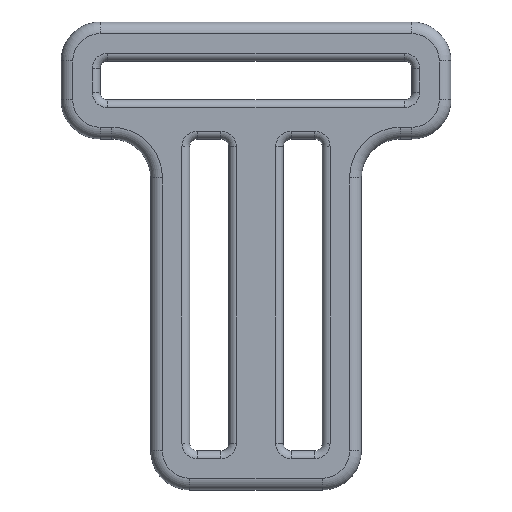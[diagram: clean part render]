
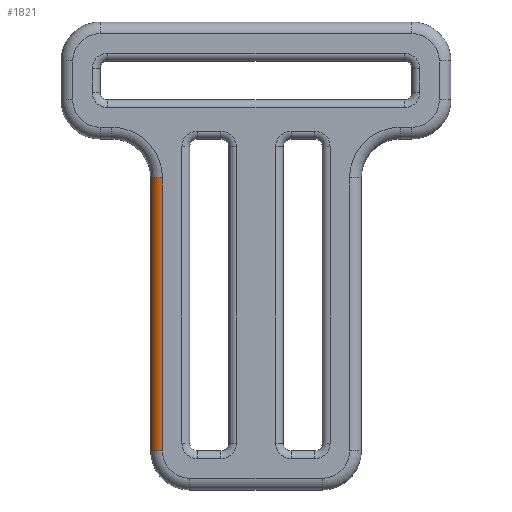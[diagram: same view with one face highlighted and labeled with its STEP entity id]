
A CAD part, top view. The second image highlights one B-rep face of the part: STEP entity #1821.
In plain terms, the highlighted cylindrical face has radius 1.5 mm (diameter 3 mm), a partial arc.
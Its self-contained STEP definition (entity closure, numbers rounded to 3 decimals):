
#70=LINE('',#3023,#190);
#86=LINE('',#3098,#206);
#190=VECTOR('',#2356,10.);
#206=VECTOR('',#2426,10.);
#296=CYLINDRICAL_SURFACE('',#2012,1.5);
#371=FACE_OUTER_BOUND('',#496,.T.);
#496=EDGE_LOOP('',(#1341,#1342,#1343,#1344));
#646=CIRCLE('',#2010,1.5);
#648=CIRCLE('',#2013,1.5);
#791=VERTEX_POINT('',#3017);
#792=VERTEX_POINT('',#3021);
#823=VERTEX_POINT('',#3092);
#824=VERTEX_POINT('',#3096);
#975=EDGE_CURVE('',#791,#792,#70,.T.);
#1009=EDGE_CURVE('',#823,#792,#646,.T.);
#1011=EDGE_CURVE('',#824,#791,#648,.T.);
#1012=EDGE_CURVE('',#823,#824,#86,.T.);
#1341=ORIENTED_EDGE('',*,*,#1011,.T.);
#1342=ORIENTED_EDGE('',*,*,#975,.T.);
#1343=ORIENTED_EDGE('',*,*,#1009,.F.);
#1344=ORIENTED_EDGE('',*,*,#1012,.T.);
#1821=ADVANCED_FACE('',(#371),#296,.T.);
#2010=AXIS2_PLACEMENT_3D('',#3093,#2418,#2419);
#2012=AXIS2_PLACEMENT_3D('',#3095,#2422,#2423);
#2013=AXIS2_PLACEMENT_3D('',#3097,#2424,#2425);
#2356=DIRECTION('',(0.,-1.,0.));
#2418=DIRECTION('center_axis',(0.,-1.,0.));
#2419=DIRECTION('ref_axis',(0.,0.,1.));
#2422=DIRECTION('center_axis',(0.,-1.,0.));
#2423=DIRECTION('ref_axis',(-0.707,0.,0.707));
#2424=DIRECTION('center_axis',(0.,-1.,0.));
#2425=DIRECTION('ref_axis',(0.,0.,1.));
#2426=DIRECTION('',(0.,1.,0.));
#3017=CARTESIAN_POINT('',(-13.5,-12.5,2.5));
#3021=CARTESIAN_POINT('',(-13.5,-47.5,2.5));
#3023=CARTESIAN_POINT('',(-13.5,-15.,2.5));
#3092=CARTESIAN_POINT('',(-12.,-47.5,4.));
#3093=CARTESIAN_POINT('Origin',(-12.,-47.5,2.5));
#3095=CARTESIAN_POINT('Origin',(-12.,-15.,2.5));
#3096=CARTESIAN_POINT('',(-12.,-12.5,4.));
#3097=CARTESIAN_POINT('Origin',(-12.,-12.5,2.5));
#3098=CARTESIAN_POINT('',(-12.,-15.,4.));
